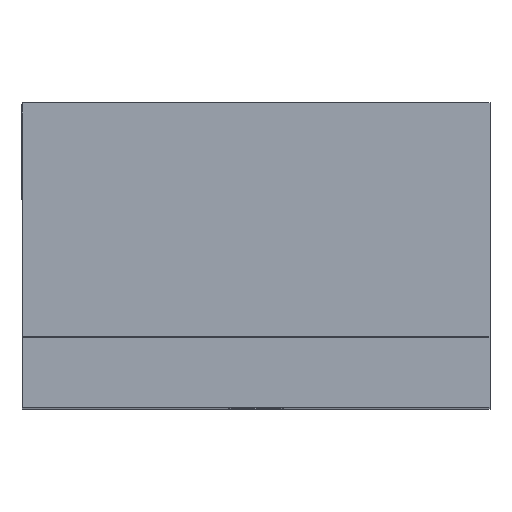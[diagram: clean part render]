
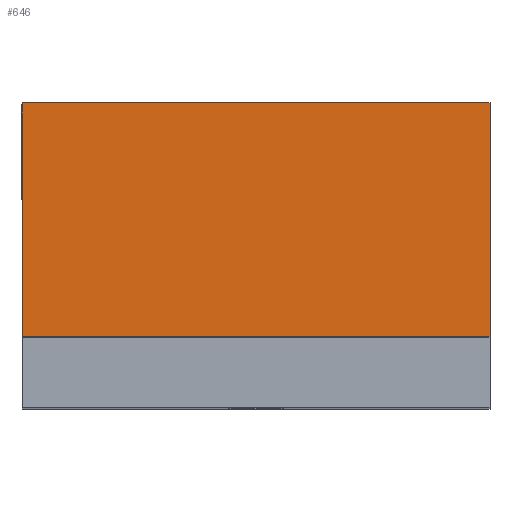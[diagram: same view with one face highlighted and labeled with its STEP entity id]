
A CAD part, top view. The second image highlights one B-rep face of the part: STEP entity #646.
In plain terms, the highlighted planar face has unit normal (0, 0, 1).
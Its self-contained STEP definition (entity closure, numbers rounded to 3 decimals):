
#31 = DIRECTION ( 'NONE',  ( -1., 0., 0. ) ) ;
#32 = VERTEX_POINT ( 'NONE', #1042 ) ;
#38 = VERTEX_POINT ( 'NONE', #578 ) ;
#43 = ORIENTED_EDGE ( 'NONE', *, *, #668, .F. ) ;
#93 = VECTOR ( 'NONE', #847, 1000. ) ;
#194 = VECTOR ( 'NONE', #585, 1000. ) ;
#208 = DIRECTION ( 'NONE',  ( -1., 0., 0. ) ) ;
#227 = LINE ( 'NONE', #304, #194 ) ;
#232 = AXIS2_PLACEMENT_3D ( 'NONE', #490, #662, #1044 ) ;
#252 = VECTOR ( 'NONE', #208, 1000. ) ;
#304 = CARTESIAN_POINT ( 'NONE',  ( -10., 10., 0. ) ) ;
#322 = VERTEX_POINT ( 'NONE', #724 ) ;
#389 = ORIENTED_EDGE ( 'NONE', *, *, #730, .T. ) ;
#396 = ORIENTED_EDGE ( 'NONE', *, *, #612, .F. ) ;
#420 = FACE_OUTER_BOUND ( 'NONE', #1051, .T. ) ;
#490 = CARTESIAN_POINT ( 'NONE',  ( 10., 10., 0. ) ) ;
#578 = CARTESIAN_POINT ( 'NONE',  ( -10., 0., 0. ) ) ;
#580 = LINE ( 'NONE', #767, #252 ) ;
#585 = DIRECTION ( 'NONE',  ( 0., -1., 0. ) ) ;
#612 = EDGE_CURVE ( 'NONE', #32, #820, #640, .T. ) ;
#636 = ORIENTED_EDGE ( 'NONE', *, *, #1016, .T. ) ;
#640 = LINE ( 'NONE', #917, #93 ) ;
#646 = ADVANCED_FACE ( 'NONE', ( #420 ), #673, .F. ) ;
#662 = DIRECTION ( 'NONE',  ( 0., 0., -1. ) ) ;
#668 = EDGE_CURVE ( 'NONE', #820, #38, #580, .T. ) ;
#673 = PLANE ( 'NONE',  #232 ) ;
#724 = CARTESIAN_POINT ( 'NONE',  ( -10., 10., 0. ) ) ;
#730 = EDGE_CURVE ( 'NONE', #32, #322, #1050, .T. ) ;
#753 = CARTESIAN_POINT ( 'NONE',  ( 10., 10., 0. ) ) ;
#767 = CARTESIAN_POINT ( 'NONE',  ( 10., 0., 0. ) ) ;
#820 = VERTEX_POINT ( 'NONE', #883 ) ;
#847 = DIRECTION ( 'NONE',  ( 0., -1., 0. ) ) ;
#883 = CARTESIAN_POINT ( 'NONE',  ( 10., 0., 0. ) ) ;
#917 = CARTESIAN_POINT ( 'NONE',  ( 10., 10., 0. ) ) ;
#1002 = VECTOR ( 'NONE', #31, 1000. ) ;
#1016 = EDGE_CURVE ( 'NONE', #322, #38, #227, .T. ) ;
#1042 = CARTESIAN_POINT ( 'NONE',  ( 10., 10., 0. ) ) ;
#1044 = DIRECTION ( 'NONE',  ( 0., 1., 0. ) ) ;
#1050 = LINE ( 'NONE', #753, #1002 ) ;
#1051 = EDGE_LOOP ( 'NONE', ( #636, #43, #396, #389 ) ) ;
